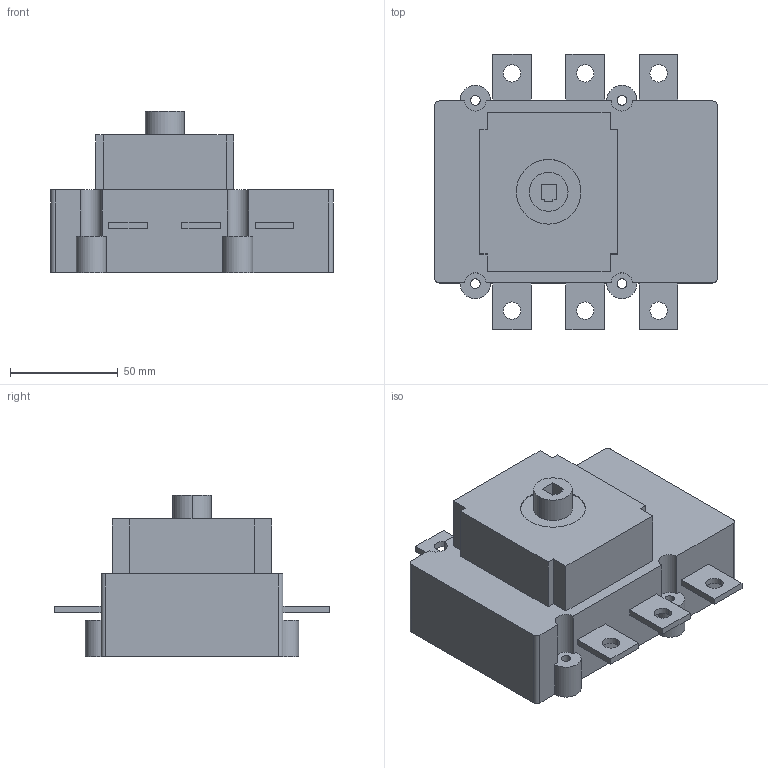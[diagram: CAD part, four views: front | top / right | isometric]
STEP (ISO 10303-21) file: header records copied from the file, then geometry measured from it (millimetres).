
FILE_DESCRIPTION((''),'2;1');
FILE_NAME('3d_GE0160.stp','2013-07-25T08:42:20',(''),(''),'Mechanical Desktop 2011','Mechanical Desktop 2011',', , ');
FILE_SCHEMA(('CONFIG_CONTROL_DESIGN'));
Length unit declared in the file: millimetre
Products named in the file (1): Product
Bounding box: 131 x 128 x 75 mm (x, y, z)
Volume: 553005.8 mm3; surface area: 54387.1 mm2
Topology: 1 solids, 1 shells, 104 faces, 446 edges, 510 vertices
Faces by surface type: plane 53, cylinder 30, bspline 21
Entity records: 4502 total; most frequent: CARTESIAN_POINT 1050, DIRECTION 704, ORIENTED_EDGE 568, VECTOR 356, LINE 356, EDGE_CURVE 284, VERTEX_POINT 192, AXIS2_PLACEMENT_3D 174
